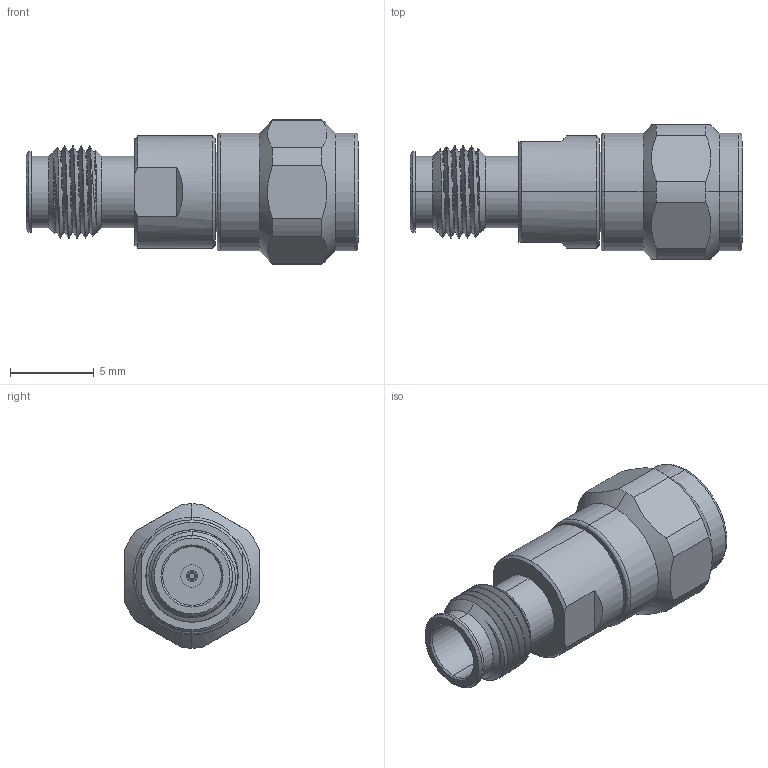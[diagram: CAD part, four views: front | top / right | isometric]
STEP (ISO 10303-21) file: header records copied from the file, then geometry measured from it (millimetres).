
FILE_DESCRIPTION (( 'STEP AP214' ), '1' );
FILE_NAME ('FMAD10008_3D.step', '2024-06-18T16:17:12', ( '' ), ( '' ), 'SwSTEP 2.0', 'SolidWorks 2022', '' );
FILE_SCHEMA (( 'AUTOMOTIVE_DESIGN' ));
Length unit declared in the file: millimetre
Products named in the file (1): FMAD10008_3D
Bounding box: 19.8 x 8 x 8.6 mm (x, y, z)
Volume: 559 mm3; surface area: 746.2 mm2
Topology: 1 solids, 1 shells, 163 faces, 410 edges, 263 vertices
Faces by surface type: cylinder 83, cone 36, plane 35, bspline 5, torus 4
Entity records: 9037 total; most frequent: CARTESIAN_POINT 5284, ORIENTED_EDGE 820, DIRECTION 709, EDGE_CURVE 410, AXIS2_PLACEMENT_3D 284, VERTEX_POINT 263, EDGE_LOOP 177, ADVANCED_FACE 163
